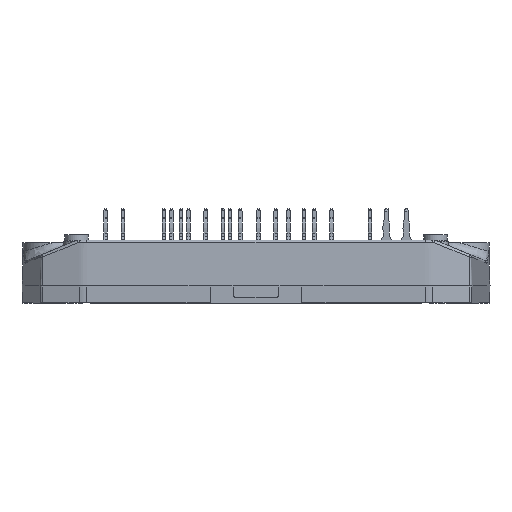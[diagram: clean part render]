
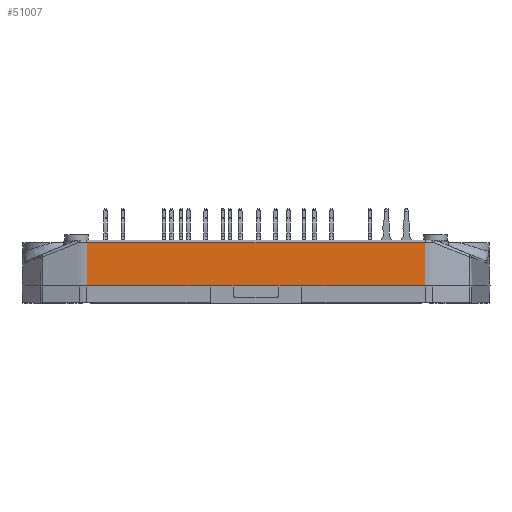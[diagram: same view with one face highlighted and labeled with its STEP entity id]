
A CAD part, front view. The second image highlights one B-rep face of the part: STEP entity #51007.
In plain terms, the highlighted planar face has unit normal (0, -1, 0.026).
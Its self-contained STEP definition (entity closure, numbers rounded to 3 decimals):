
#6740=ORIENTED_EDGE('',*,*,#16546,.F.);
#6741=ORIENTED_EDGE('',*,*,#16547,.T.);
#6742=ORIENTED_EDGE('',*,*,#16263,.F.);
#6743=ORIENTED_EDGE('',*,*,#16548,.F.);
#6744=ORIENTED_EDGE('',*,*,#16549,.T.);
#6745=ORIENTED_EDGE('',*,*,#16550,.T.);
#6746=ORIENTED_EDGE('',*,*,#16533,.T.);
#6747=ORIENTED_EDGE('',*,*,#16551,.F.);
#6748=ORIENTED_EDGE('',*,*,#16527,.F.);
#6749=ORIENTED_EDGE('',*,*,#16250,.F.);
#16250=EDGE_CURVE('',#21324,#21325,#24501,.T.);
#16263=EDGE_CURVE('',#21334,#21335,#24509,.T.);
#16527=EDGE_CURVE('',#21325,#21494,#24643,.T.);
#16533=EDGE_CURVE('',#21500,#21499,#24647,.T.);
#16546=EDGE_CURVE('',#21511,#21324,#24655,.T.);
#16547=EDGE_CURVE('',#21511,#21335,#24656,.F.);
#16548=EDGE_CURVE('',#21512,#21334,#24657,.F.);
#16549=EDGE_CURVE('',#21512,#21513,#24658,.T.);
#16550=EDGE_CURVE('',#21513,#21500,#24659,.T.);
#16551=EDGE_CURVE('',#21494,#21499,#24660,.T.);
#21324=VERTEX_POINT('',#71337);
#21325=VERTEX_POINT('',#71339);
#21334=VERTEX_POINT('',#71372);
#21335=VERTEX_POINT('',#71373);
#21494=VERTEX_POINT('',#72447);
#21499=VERTEX_POINT('',#72457);
#21500=VERTEX_POINT('',#72459);
#21511=VERTEX_POINT('',#72568);
#21512=VERTEX_POINT('',#72571);
#21513=VERTEX_POINT('',#72573);
#24501=LINE('',#71338,#27623);
#24509=LINE('',#71371,#27631);
#24643=LINE('',#72446,#27765);
#24647=LINE('',#72458,#27769);
#24655=LINE('',#72567,#27777);
#24656=LINE('',#72569,#27778);
#24657=LINE('',#72570,#27779);
#24658=LINE('',#72572,#27780);
#24659=LINE('',#72574,#27781);
#24660=LINE('',#72575,#27782);
#27623=VECTOR('',#58888,1000.);
#27631=VECTOR('',#58912,1000.);
#27765=VECTOR('',#59374,1000.);
#27769=VECTOR('',#59382,1000.);
#27777=VECTOR('',#59394,1000.);
#27778=VECTOR('',#59395,1000.);
#27779=VECTOR('',#59396,1000.);
#27780=VECTOR('',#59397,1000.);
#27781=VECTOR('',#59398,1000.);
#27782=VECTOR('',#59399,1000.);
#30815=EDGE_LOOP('',(#6740,#6741,#6742,#6743,#6744,#6745,#6746,#6747,#6748,
#6749));
#33087=FACE_BOUND('',#30815,.T.);
#34884=PLANE('',#53776);
#51007=ADVANCED_FACE('',(#33087),#34884,.T.);
#53776=AXIS2_PLACEMENT_3D('',#72566,#59392,#59393);
#58888=DIRECTION('',(-1.,0.,0.));
#58912=DIRECTION('',(1.,0.,0.));
#59374=DIRECTION('',(-1.,0.,0.));
#59382=DIRECTION('',(1.,0.,0.));
#59392=DIRECTION('',(0.,-1.,0.026));
#59393=DIRECTION('',(0.,0.026,1.));
#59394=DIRECTION('',(-1.,0.,0.));
#59395=DIRECTION('',(0.006,-0.026,-1.));
#59396=DIRECTION('',(-0.006,-0.026,-1.));
#59397=DIRECTION('',(1.,0.,0.));
#59398=DIRECTION('',(1.,0.,0.));
#59399=DIRECTION('',(-1.,0.,0.));
#71337=CARTESIAN_POINT('',(29.513,-30.776,2.02));
#71338=CARTESIAN_POINT('',(17.961,-30.776,2.02));
#71339=CARTESIAN_POINT('',(8.,-30.776,2.02));
#71371=CARTESIAN_POINT('',(27.533,-30.58,9.533));
#71372=CARTESIAN_POINT('',(-29.469,-30.58,9.533));
#71373=CARTESIAN_POINT('',(29.469,-30.58,9.533));
#72446=CARTESIAN_POINT('',(17.961,-30.776,2.02));
#72447=CARTESIAN_POINT('',(4.,-30.776,2.02));
#72457=CARTESIAN_POINT('',(-4.,-30.776,2.02));
#72458=CARTESIAN_POINT('',(-17.961,-30.776,2.02));
#72459=CARTESIAN_POINT('',(-8.,-30.776,2.02));
#72566=CARTESIAN_POINT('',(17.961,-30.776,2.02));
#72567=CARTESIAN_POINT('',(17.961,-30.776,2.02));
#72568=CARTESIAN_POINT('',(29.513,-30.776,2.02));
#72569=CARTESIAN_POINT('',(29.512,-30.775,2.087));
#72570=CARTESIAN_POINT('',(-29.512,-30.775,2.087));
#72571=CARTESIAN_POINT('',(-29.513,-30.776,2.02));
#72572=CARTESIAN_POINT('',(-17.961,-30.776,2.02));
#72573=CARTESIAN_POINT('',(-29.513,-30.776,2.02));
#72574=CARTESIAN_POINT('',(-17.961,-30.776,2.02));
#72575=CARTESIAN_POINT('',(-17.961,-30.776,2.02));
